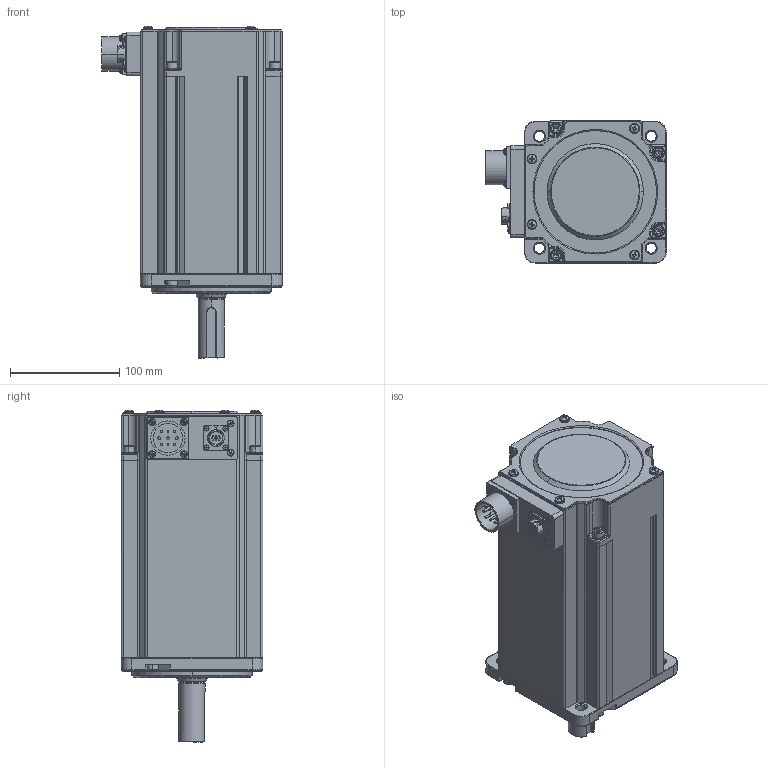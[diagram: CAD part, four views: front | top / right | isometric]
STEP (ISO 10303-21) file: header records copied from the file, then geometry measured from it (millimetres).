
FILE_DESCRIPTION (( 'STEP AP214' ), '1' );
FILE_NAME ('4611170001568 SM3M-135YXBMV.STEP', '2024-02-05T07:13:17', ( '' ), ( '' ), 'SwSTEP 2.0', 'SolidWorks 2015', '' );
FILE_SCHEMA (( 'AUTOMOTIVE_DESIGN' ));
Length unit declared in the file: millimetre
Products named in the file (1): 4611170001568 SM3M-135YXBMV
Bounding box: 165.36 x 130 x 304.22 mm (x, y, z)
Volume: 3630058.4 mm3; surface area: 189214.1 mm2
Topology: 16 solids, 26 shells, 1592 faces, 4188 edges, 2726 vertices
Faces by surface type: plane 641, cylinder 615, bspline 211, cone 109, torus 12, sphere 4
Entity records: 58324 total; most frequent: CARTESIAN_POINT 19719, ORIENTED_EDGE 8304, DIRECTION 7765, EDGE_CURVE 4152, AXIS2_PLACEMENT_3D 2978, VERTEX_POINT 2726, VECTOR 1809, LINE 1809
